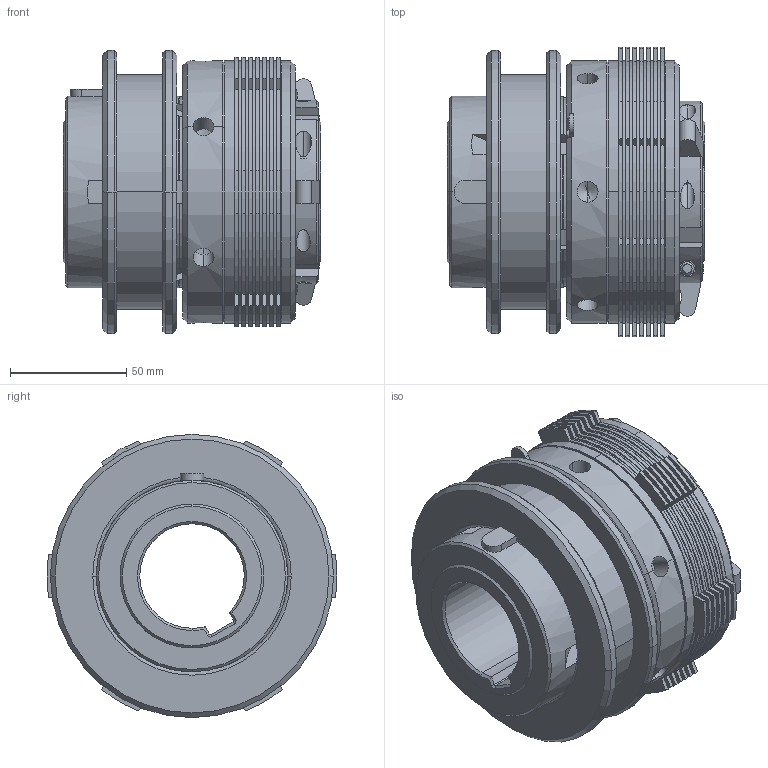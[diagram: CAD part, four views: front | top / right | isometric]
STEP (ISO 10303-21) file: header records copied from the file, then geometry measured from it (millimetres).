
FILE_DESCRIPTION (( 'STEP AP203' ), '1' );
FILE_NAME ('OS457.STEP', '2017-10-05T04:12:49', ( ' ' ), ( '' ), 'SwSTEP 2.0', 'SolidWorks 2009', '' );
FILE_SCHEMA (( 'CONFIG_CONTROL_DESIGN' ));
Length unit declared in the file: millimetre
Products named in the file (1): OS457
Bounding box: 111 x 124.85 x 122 mm (x, y, z)
Volume: 717784 mm3; surface area: 164617.6 mm2
Topology: 1 solids, 30 shells, 928 faces, 2650 edges, 1723 vertices
Faces by surface type: cylinder 436, plane 403, cone 83, torus 6
Entity records: 31706 total; most frequent: CARTESIAN_POINT 6508, DIRECTION 5486, ORIENTED_EDGE 5276, EDGE_CURVE 2638, AXIS2_PLACEMENT_3D 2026, VERTEX_POINT 1723, VECTOR 1434, LINE 1434
